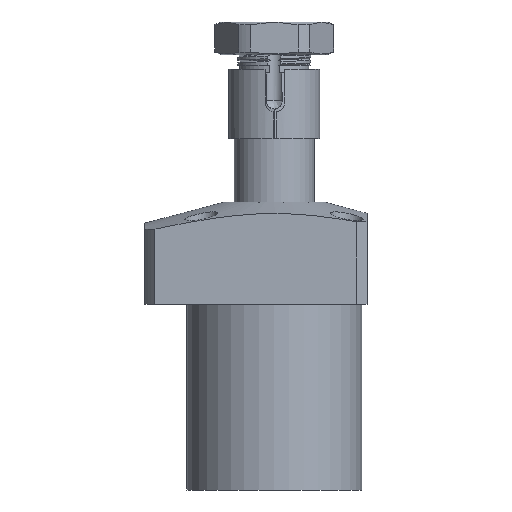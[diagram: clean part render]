
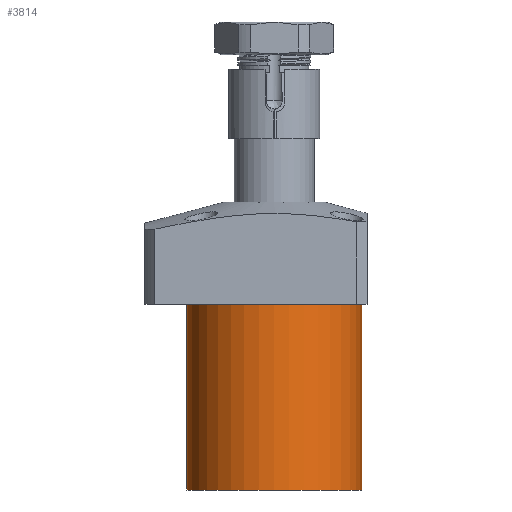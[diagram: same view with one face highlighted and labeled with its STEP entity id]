
A CAD part, front view. The second image highlights one B-rep face of the part: STEP entity #3814.
In plain terms, the highlighted cylindrical face has radius 24 mm (diameter 48 mm), a partial arc.
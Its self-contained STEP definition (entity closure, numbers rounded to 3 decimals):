
#196 = VERTEX_POINT ( 'NONE', #6153 ) ;
#313 = CARTESIAN_POINT ( 'NONE',  ( -24., 0., -51. ) ) ;
#372 = CARTESIAN_POINT ( 'NONE',  ( 24., 0., -51. ) ) ;
#723 = EDGE_CURVE ( 'NONE', #196, #1786, #6939, .T. ) ;
#796 = ORIENTED_EDGE ( 'NONE', *, *, #723, .T. ) ;
#972 = CARTESIAN_POINT ( 'NONE',  ( 24., 0., 0. ) ) ;
#1031 = EDGE_CURVE ( 'NONE', #2975, #196, #2474, .T. ) ;
#1786 = VERTEX_POINT ( 'NONE', #972 ) ;
#2131 = VECTOR ( 'NONE', #11146, 1000. ) ;
#2157 = DIRECTION ( 'NONE',  ( 0., 0., -1. ) ) ;
#2474 = CIRCLE ( 'NONE', #11102, 24. ) ;
#2562 = ORIENTED_EDGE ( 'NONE', *, *, #4138, .T. ) ;
#2975 = VERTEX_POINT ( 'NONE', #10755 ) ;
#3068 = CYLINDRICAL_SURFACE ( 'NONE', #7091, 24. ) ;
#3698 = VECTOR ( 'NONE', #9092, 1000. ) ;
#3814 = ADVANCED_FACE ( 'NONE', ( #5192 ), #3068, .T. ) ;
#4138 = EDGE_CURVE ( 'NONE', #1786, #4918, #12288, .T. ) ;
#4158 = EDGE_CURVE ( 'NONE', #2975, #4918, #5504, .T. ) ;
#4918 = VERTEX_POINT ( 'NONE', #12479 ) ;
#5192 = FACE_OUTER_BOUND ( 'NONE', #10844, .T. ) ;
#5504 = LINE ( 'NONE', #313, #2131 ) ;
#6048 = ORIENTED_EDGE ( 'NONE', *, *, #1031, .T. ) ;
#6153 = CARTESIAN_POINT ( 'NONE',  ( 24., 0., -51. ) ) ;
#6939 = LINE ( 'NONE', #372, #3698 ) ;
#7091 = AXIS2_PLACEMENT_3D ( 'NONE', #7716, #10705, #8629 ) ;
#7278 = ORIENTED_EDGE ( 'NONE', *, *, #4158, .F. ) ;
#7716 = CARTESIAN_POINT ( 'NONE',  ( 0., 0., -51. ) ) ;
#8629 = DIRECTION ( 'NONE',  ( 1., 0., 0. ) ) ;
#8843 = CARTESIAN_POINT ( 'NONE',  ( 0., 0., -51. ) ) ;
#9092 = DIRECTION ( 'NONE',  ( 0., 0., 1. ) ) ;
#9141 = AXIS2_PLACEMENT_3D ( 'NONE', #10076, #2157, #12041 ) ;
#9831 = DIRECTION ( 'NONE',  ( 0., 0., 1. ) ) ;
#10076 = CARTESIAN_POINT ( 'NONE',  ( 0., 0., 0. ) ) ;
#10620 = DIRECTION ( 'NONE',  ( 1., 0., 0. ) ) ;
#10705 = DIRECTION ( 'NONE',  ( 0., 0., 1. ) ) ;
#10755 = CARTESIAN_POINT ( 'NONE',  ( -24., 0., -51. ) ) ;
#10844 = EDGE_LOOP ( 'NONE', ( #7278, #6048, #796, #2562 ) ) ;
#11102 = AXIS2_PLACEMENT_3D ( 'NONE', #8843, #9831, #10620 ) ;
#11146 = DIRECTION ( 'NONE',  ( 0., 0., 1. ) ) ;
#12041 = DIRECTION ( 'NONE',  ( 1., 0., 0. ) ) ;
#12288 = CIRCLE ( 'NONE', #9141, 24. ) ;
#12479 = CARTESIAN_POINT ( 'NONE',  ( -24., 0., 0. ) ) ;
